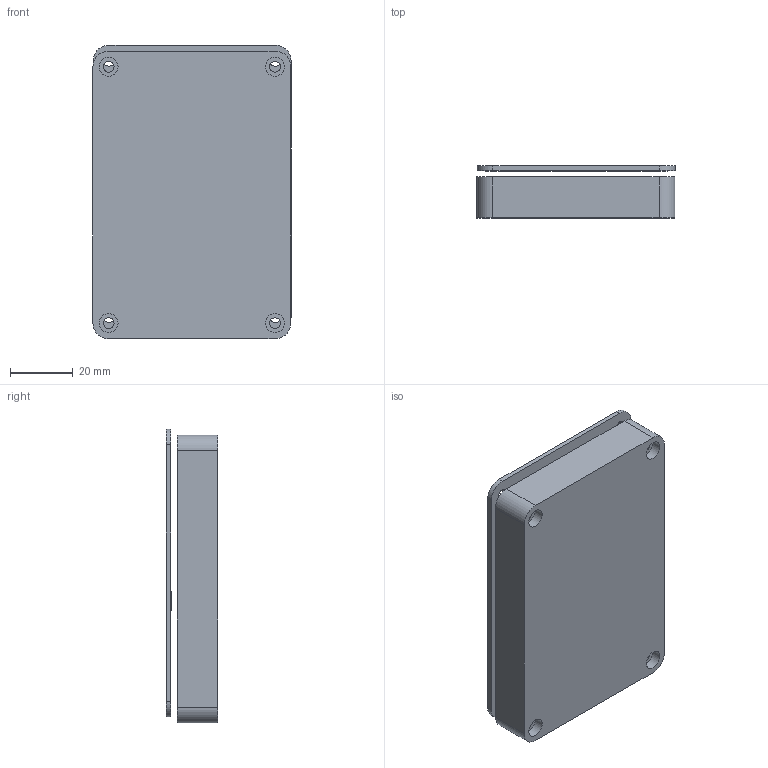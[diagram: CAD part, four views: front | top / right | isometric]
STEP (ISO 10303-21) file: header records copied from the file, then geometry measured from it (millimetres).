
FILE_DESCRIPTION(/* description */ (''),/* implementation_level */ '2;1');
FILE_NAME(/* name */ 'case_with_pcb.step',/* time_stamp */ '2026-01-05T19:18:21-06:00',/* author */ (''),/* organization */ (''),/* preprocessor_version */ 'ST-DEVELOPER v20.1',/* originating_system */ 'Autodesk Translation Framework v14.21.0.0',/* authorisation */ '');
FILE_SCHEMA (('AUTOMOTIVE_DESIGN { 1 0 10303 214 3 1 1 }'));
Length unit declared in the file: millimetre
Products named in the file (4): (Unsaved); case; keypad; top
Assembly tree (3 placements, depth 3):
  (Unsaved)
    case
      keypad
    top
Bounding box: 62.97 x 16.5 x 93.32 mm (x, y, z)
Volume: 51348.9 mm3; surface area: 34112.2 mm2
Topology: 3 solids, 3 shells, 679 faces, 1884 edges, 1256 vertices
Faces by surface type: bspline 436, plane 207, cylinder 36
Full cylindrical faces by diameter (mm): 3.4 x8, 6 x4
Entity records: 25824 total; most frequent: CARTESIAN_POINT 11238, ORIENTED_EDGE 3768, EDGE_CURVE 1884, DIRECTION 1584, VERTEX_POINT 1256, LINE 940, VECTOR 940, B_SPLINE_CURVE_WITH_KNOTS 872
